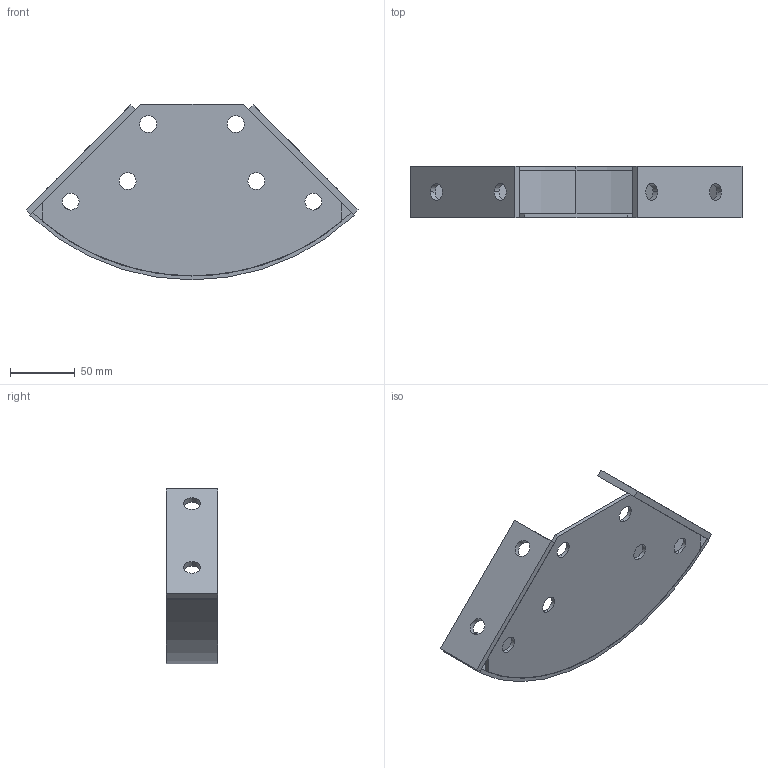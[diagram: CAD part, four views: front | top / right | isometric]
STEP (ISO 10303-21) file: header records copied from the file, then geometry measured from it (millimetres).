
FILE_DESCRIPTION (( 'STEP AP203' ), '1' );
FILE_NAME ('Vinkelsamlestykke standard.STEP', '2013-12-05T13:49:41', ( '' ), ( '' ), 'SwSTEP 2.0', 'SolidWorks 2013', '' );
FILE_SCHEMA (( 'CONFIG_CONTROL_DESIGN' ));
Length unit declared in the file: millimetre
Products named in the file (4): Vinkelsamlestykke standard; Vinkelsamlestykke pl2; Vinkelsamlestykke pl1; Vinkelsamlestykke pl3
Assembly tree (4 placements, depth 2):
  Vinkelsamlestykke standard
    Vinkelsamlestykke pl1
    Vinkelsamlestykke pl2
    Vinkelsamlestykke pl3  x2
Bounding box: 257.38 x 40 x 136.33 mm (x, y, z)
Volume: 154840.8 mm3; surface area: 99965.4 mm2
Topology: 4 solids, 4 shells, 51 faces, 129 edges, 86 vertices
Faces by surface type: cylinder 27, plane 24
Entity records: 1743 total; most frequent: DIRECTION 247, CARTESIAN_POINT 223, ORIENTED_EDGE 210, EDGE_CURVE 105, AXIS2_PLACEMENT_3D 94, VERTEX_POINT 70, LINE 59, VECTOR 59
